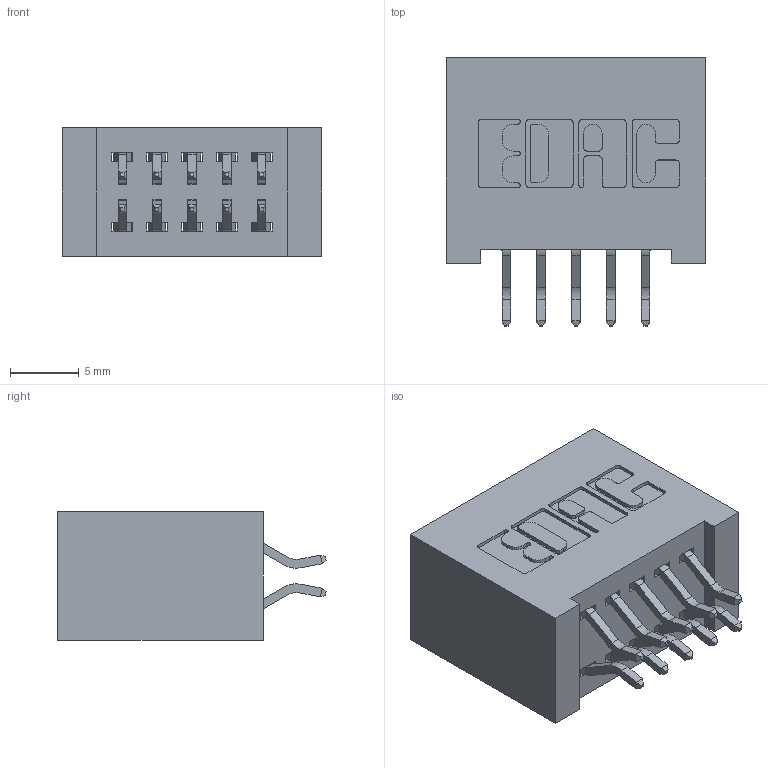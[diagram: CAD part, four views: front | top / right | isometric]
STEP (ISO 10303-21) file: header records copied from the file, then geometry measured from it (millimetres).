
FILE_DESCRIPTION (( 'STEP AP203' ), '1' );
FILE_NAME ('392-010-556-201.STEP', '2019-10-05T01:09:46', ( '' ), ( '' ), 'SwSTEP 2.0', 'SolidWorks 2016', '' );
FILE_SCHEMA (( 'CONFIG_CONTROL_DESIGN' ));
Length unit declared in the file: inch
Products named in the file (3): 342 Part_Lugless; 345-292-001_556 Tail; 392-010-556-201
Assembly tree (11 placements, depth 2):
  392-010-556-201
    342 Part_Lugless
    345-292-001_556 Tail  x10
Bounding box: 18.95 x 19.58 x 9.4 mm (x, y, z)
Volume: 1966.6 mm3; surface area: 2726 mm2
Topology: 11 solids, 11 shells, 682 faces, 2005 edges, 1322 vertices
Faces by surface type: plane 462, cylinder 220
Entity records: 7813 total; most frequent: CARTESIAN_POINT 1350, ORIENTED_EDGE 1274, DIRECTION 1201, EDGE_CURVE 637, VECTOR 509, LINE 509, VERTEX_POINT 422, AXIS2_PLACEMENT_3D 346
